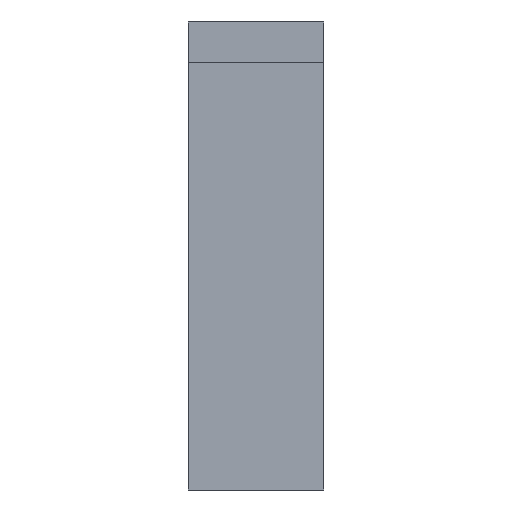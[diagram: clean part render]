
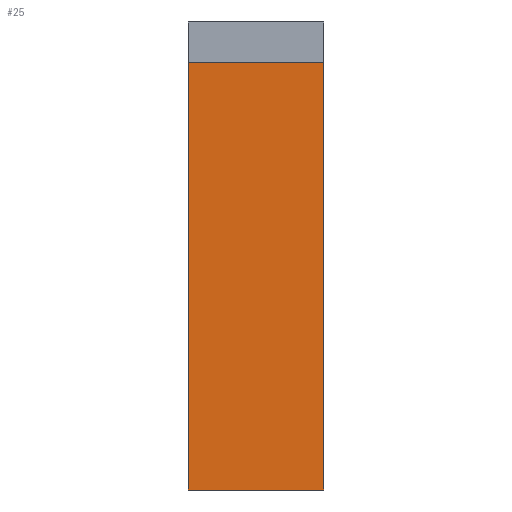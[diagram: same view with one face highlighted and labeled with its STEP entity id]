
A CAD part, left-side view. The second image highlights one B-rep face of the part: STEP entity #25.
In plain terms, the highlighted planar face has unit normal (-1, 0, 0).
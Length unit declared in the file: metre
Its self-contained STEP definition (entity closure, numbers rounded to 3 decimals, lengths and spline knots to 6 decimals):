
#25=ADVANCED_FACE('',(#37),#173,.T.);
#37=FACE_OUTER_BOUND('',#49,.T.);
#49=EDGE_LOOP('',(#88,#89,#90,#91));
#88=ORIENTED_EDGE('',*,*,#122,.T.);
#89=ORIENTED_EDGE('',*,*,#115,.T.);
#90=ORIENTED_EDGE('',*,*,#123,.F.);
#91=ORIENTED_EDGE('',*,*,#120,.F.);
#115=EDGE_CURVE('',#156,#159,#139,.T.);
#120=EDGE_CURVE('',#162,#163,#144,.T.);
#122=EDGE_CURVE('',#162,#156,#146,.T.);
#123=EDGE_CURVE('',#163,#159,#147,.T.);
#139=B_SPLINE_CURVE_WITH_KNOTS('',1,(#352,#353),.UNSPECIFIED.,.F.,.F.,(2,
2),(0.,1.),.UNSPECIFIED.);
#144=B_SPLINE_CURVE_WITH_KNOTS('',1,(#362,#363),.UNSPECIFIED.,.F.,.F.,(2,
2),(0.,1.),.UNSPECIFIED.);
#146=B_SPLINE_CURVE_WITH_KNOTS('',1,(#366,#367),.UNSPECIFIED.,.F.,.F.,(2,
2),(-3.15,0.),.UNSPECIFIED.);
#147=B_SPLINE_CURVE_WITH_KNOTS('',1,(#368,#369),.UNSPECIFIED.,.F.,.F.,(2,
2),(-3.15,0.),.UNSPECIFIED.);
#156=VERTEX_POINT('',#338);
#159=VERTEX_POINT('',#341);
#162=VERTEX_POINT('',#344);
#163=VERTEX_POINT('',#345);
#173=PLANE('',#273);
#273=AXIS2_PLACEMENT_3D('',#335,#288,$);
#288=DIRECTION('',(-1.,0.,0.));
#335=CARTESIAN_POINT('',(0.,0.,0.));
#338=CARTESIAN_POINT('',(0.,0.,3.15));
#341=CARTESIAN_POINT('',(0.,1.,3.15));
#344=CARTESIAN_POINT('',(0.,0.,0.));
#345=CARTESIAN_POINT('',(0.,1.,0.));
#352=CARTESIAN_POINT('',(0.,0.,3.15));
#353=CARTESIAN_POINT('',(0.,1.,3.15));
#362=CARTESIAN_POINT('',(0.,0.,0.));
#363=CARTESIAN_POINT('',(0.,1.,0.));
#366=CARTESIAN_POINT('',(0.,0.,0.));
#367=CARTESIAN_POINT('',(0.,0.,3.15));
#368=CARTESIAN_POINT('',(0.,1.,0.));
#369=CARTESIAN_POINT('',(0.,1.,3.15));
